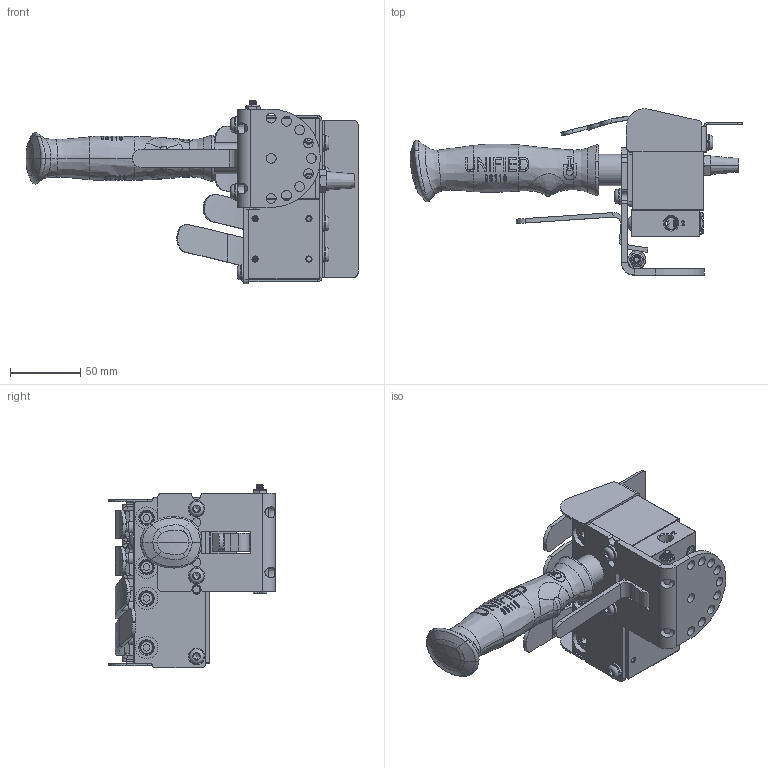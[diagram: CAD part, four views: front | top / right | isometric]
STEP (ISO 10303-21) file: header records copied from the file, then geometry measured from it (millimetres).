
FILE_DESCRIPTION(/* description */ (''),/* implementation_level */ '2;1');
FILE_NAME(/* name */ '79694.stp',/* time_stamp */ '2020-12-02T08:05:32-05:00',/* author */ ('mnhhw'),/* organization */ (''),/* preprocessor_version */ 'ST-DEVELOPER v17',/* originating_system */ 'Autodesk Inventor 2019',/* authorisation */ '');
FILE_SCHEMA (('AP203_CONFIGURATION_CONTROLLED_3D_DESIGN_OF_MECHANICAL_PARTS_AND_ASSEMBLIES_MIM_LF { 1 0 10303 203 3 1 4 }','AUTOMOTIVE_DESIGN { 1 0 10303 214 3 1 1 }'));
Products named in the file (1): 79694
Bounding box: 236.01 x 118.24 x 130.44 mm (x, y, z)
Volume: 231383.1 mm3; surface area: 180620.1 mm2
Topology: 41 solids, 113 shells, 2122 faces, 5877 edges, 4044 vertices
Faces by surface type: plane 1184, bspline 382, cylinder 313, cone 206, torus 34, sphere 3
Full cylindrical faces by diameter (mm): 3.3 x8, 3.378 x1, 3.451 x6, 3.905 x1, 4 x4, 4.056 x4, 4.5 x4, 4.762 x5, 4.826 x9, 4.953 x8, 5 x8, 5.723 x1, 6 x7, 6.172 x4, 6.35 x17, 6.604 x3, 6.985 x10, 7 x4, 8 x4, 9.133 x5, 9.525 x1, 10.5 x7, 10.693 x1, 12.7 x4, 14.224 x4, 14.351 x4, 14.55 x2, 15.875 x5, 18.796 x4, 19.05 x4
Entity records: 143709 total; most frequent: CARTESIAN_POINT 91038, ORIENTED_EDGE 11179, DIRECTION 9566, EDGE_CURVE 5864, VERTEX_POINT 4044, AXIS2_PLACEMENT_3D 3401, LINE 2764, VECTOR 2764
